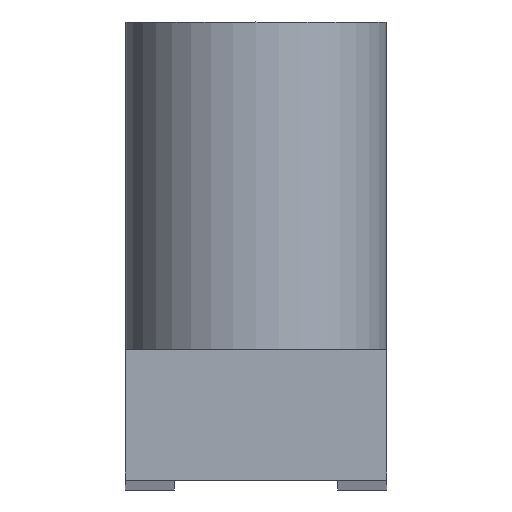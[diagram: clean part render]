
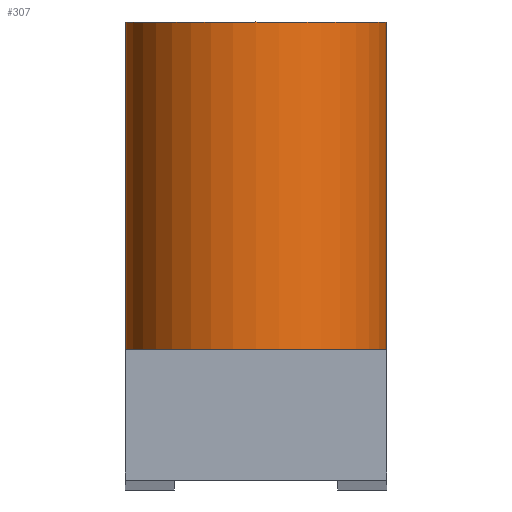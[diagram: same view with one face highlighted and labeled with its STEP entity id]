
A CAD part, top view. The second image highlights one B-rep face of the part: STEP entity #307.
In plain terms, the highlighted cylindrical face has radius 5.08 mm (diameter 10.16 mm), a full revolution.
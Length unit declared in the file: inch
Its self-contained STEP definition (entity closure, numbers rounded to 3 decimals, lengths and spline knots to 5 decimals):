
#23=CIRCLE('',#352,0.2);
#24=CIRCLE('',#353,0.2);
#25=CIRCLE('',#354,0.2);
#30=CYLINDRICAL_SURFACE('',#351,0.2);
#37=FACE_OUTER_BOUND('',#56,.T.);
#56=EDGE_LOOP('',(#220,#221,#222,#223,#224));
#82=LINE('',#495,#114);
#114=VECTOR('',#402,0.2);
#149=VERTEX_POINT('',#492);
#150=VERTEX_POINT('',#494);
#151=VERTEX_POINT('',#496);
#176=EDGE_CURVE('',#149,#149,#23,.T.);
#177=EDGE_CURVE('',#149,#150,#82,.T.);
#178=EDGE_CURVE('',#151,#150,#24,.T.);
#179=EDGE_CURVE('',#150,#151,#25,.T.);
#220=ORIENTED_EDGE('',*,*,#176,.F.);
#221=ORIENTED_EDGE('',*,*,#177,.T.);
#222=ORIENTED_EDGE('',*,*,#178,.F.);
#223=ORIENTED_EDGE('',*,*,#179,.F.);
#224=ORIENTED_EDGE('',*,*,#177,.F.);
#307=ADVANCED_FACE('',(#37),#30,.T.);
#351=AXIS2_PLACEMENT_3D('',#491,#398,#399);
#352=AXIS2_PLACEMENT_3D('',#493,#400,#401);
#353=AXIS2_PLACEMENT_3D('',#497,#403,#404);
#354=AXIS2_PLACEMENT_3D('',#498,#405,#406);
#398=DIRECTION('center_axis',(0.,1.,0.));
#399=DIRECTION('ref_axis',(1.,0.,0.));
#400=DIRECTION('center_axis',(0.,1.,0.));
#401=DIRECTION('ref_axis',(1.,0.,0.));
#402=DIRECTION('',(0.,-1.,0.));
#403=DIRECTION('center_axis',(0.,-1.,0.));
#404=DIRECTION('ref_axis',(1.,0.,0.));
#405=DIRECTION('center_axis',(0.,-1.,0.));
#406=DIRECTION('ref_axis',(1.,0.,0.));
#491=CARTESIAN_POINT('Origin',(0.,0.2,8.25));
#492=CARTESIAN_POINT('',(-0.2,0.7,8.25));
#493=CARTESIAN_POINT('Origin',(0.,0.7,8.25));
#494=CARTESIAN_POINT('',(-0.2,0.2,8.25));
#495=CARTESIAN_POINT('',(-0.2,0.2,8.25));
#496=CARTESIAN_POINT('',(0.2,0.2,8.25));
#497=CARTESIAN_POINT('Origin',(0.,0.2,8.25));
#498=CARTESIAN_POINT('Origin',(0.,0.2,8.25));
